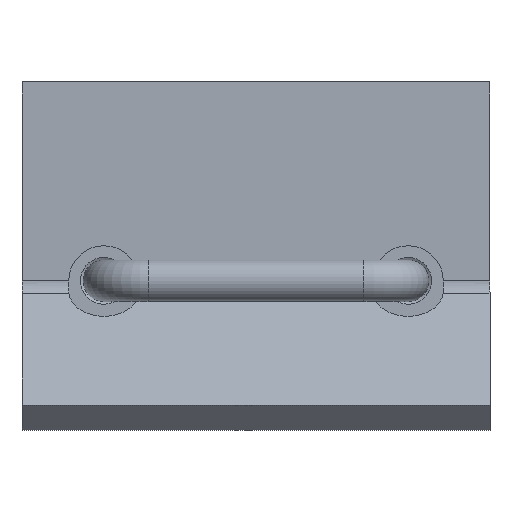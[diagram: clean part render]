
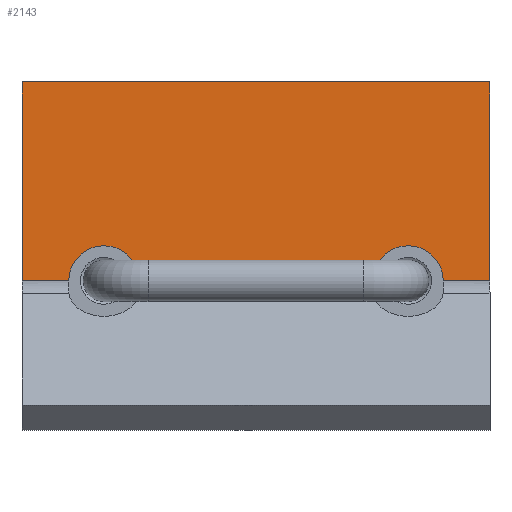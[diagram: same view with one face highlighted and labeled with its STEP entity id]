
A CAD part, front view. The second image highlights one B-rep face of the part: STEP entity #2143.
In plain terms, the highlighted planar face has unit normal (0, -1, 0).
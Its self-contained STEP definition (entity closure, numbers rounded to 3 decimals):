
#1781=CARTESIAN_POINT('',(20.,66.02,0.));
#1782=VERTEX_POINT('',#1781);
#1783=CARTESIAN_POINT('',(32.,66.02,0.));
#1784=VERTEX_POINT('',#1783);
#1785=CARTESIAN_POINT('',(26.,66.02,0.));
#1786=DIRECTION('',(0.0,1.0,0.0));
#1787=DIRECTION('',(-1.0,0.0,0.0));
#1788=AXIS2_PLACEMENT_3D('',#1785,#1786,#1787);
#1789=CIRCLE('',#1788,6.);
#1790=EDGE_CURVE('',#1782,#1784,#1789,.T.);
#1913=CARTESIAN_POINT('',(-32.,66.02,0.));
#1914=VERTEX_POINT('',#1913);
#1944=CARTESIAN_POINT('',(-20.,66.02,0.));
#1945=VERTEX_POINT('',#1944);
#1946=CARTESIAN_POINT('',(-26.,66.02,0.));
#1947=DIRECTION('',(0.0,1.0,0.0));
#1948=DIRECTION('',(-1.0,0.0,0.0));
#1949=AXIS2_PLACEMENT_3D('',#1946,#1947,#1948);
#1950=CIRCLE('',#1949,6.);
#1951=EDGE_CURVE('',#1914,#1945,#1950,.T.);
#2090=CARTESIAN_POINT('',(0.,66.02,7.1));
#2091=DIRECTION('',(0.0,1.0,0.0));
#2092=DIRECTION('',(0.0,0.0,-1.0));
#2093=AXIS2_PLACEMENT_3D('',#2090,#2091,#2092);
#2094=PLANE('',#2093);
#2095=ORIENTED_EDGE('',*,*,#1790,.T.);
#2096=CARTESIAN_POINT('',(40.0,66.02,0.));
#2097=VERTEX_POINT('',#2096);
#2098=CARTESIAN_POINT('',(40.0,66.02,0.));
#2099=DIRECTION('',(-1.0,0.0,0.0));
#2100=VECTOR('',#2099,8.);
#2101=LINE('',#2098,#2100);
#2102=EDGE_CURVE('',#2097,#1784,#2101,.T.);
#2103=ORIENTED_EDGE('',*,*,#2102,.F.);
#2104=CARTESIAN_POINT('',(40.0,66.02,34.));
#2105=VERTEX_POINT('',#2104);
#2106=CARTESIAN_POINT('',(40.0,66.02,34.));
#2107=DIRECTION('',(0.0,0.0,-1.0));
#2108=VECTOR('',#2107,34.0);
#2109=LINE('',#2106,#2108);
#2110=EDGE_CURVE('',#2105,#2097,#2109,.T.);
#2111=ORIENTED_EDGE('',*,*,#2110,.F.);
#2112=CARTESIAN_POINT('',(-40.0,66.02,34.));
#2113=VERTEX_POINT('',#2112);
#2114=CARTESIAN_POINT('',(-40.0,66.02,34.));
#2115=DIRECTION('',(1.0,0.0,0.0));
#2116=VECTOR('',#2115,80.0);
#2117=LINE('',#2114,#2116);
#2118=EDGE_CURVE('',#2113,#2105,#2117,.T.);
#2119=ORIENTED_EDGE('',*,*,#2118,.F.);
#2120=CARTESIAN_POINT('',(-40.0,66.02,0.));
#2121=VERTEX_POINT('',#2120);
#2122=CARTESIAN_POINT('',(-40.0,66.02,0.));
#2123=DIRECTION('',(0.0,0.0,1.0));
#2124=VECTOR('',#2123,34.0);
#2125=LINE('',#2122,#2124);
#2126=EDGE_CURVE('',#2121,#2113,#2125,.T.);
#2127=ORIENTED_EDGE('',*,*,#2126,.F.);
#2128=CARTESIAN_POINT('',(-32.,66.02,0.));
#2129=DIRECTION('',(-1.0,0.0,0.0));
#2130=VECTOR('',#2129,8.);
#2131=LINE('',#2128,#2130);
#2132=EDGE_CURVE('',#1914,#2121,#2131,.T.);
#2133=ORIENTED_EDGE('',*,*,#2132,.F.);
#2134=ORIENTED_EDGE('',*,*,#1951,.T.);
#2135=CARTESIAN_POINT('',(20.,66.02,0.));
#2136=DIRECTION('',(-1.0,0.0,0.0));
#2137=VECTOR('',#2136,40.);
#2138=LINE('',#2135,#2137);
#2139=EDGE_CURVE('',#1782,#1945,#2138,.T.);
#2140=ORIENTED_EDGE('',*,*,#2139,.F.);
#2141=EDGE_LOOP('',(#2095,#2103,#2111,#2119,#2127,#2133,#2134,#2140));
#2142=FACE_OUTER_BOUND('',#2141,.T.);
#2143=ADVANCED_FACE('',(#2142),#2094,.F.);
